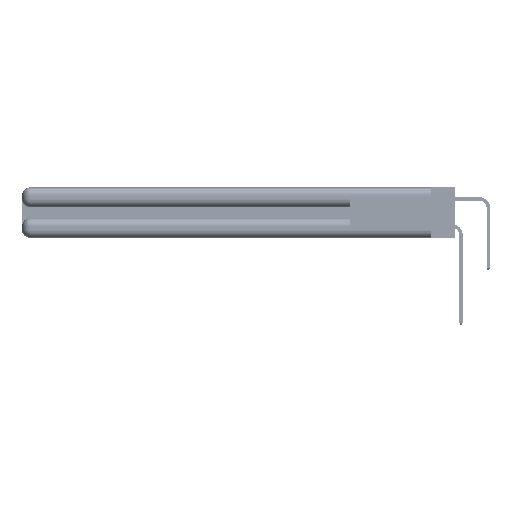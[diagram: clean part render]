
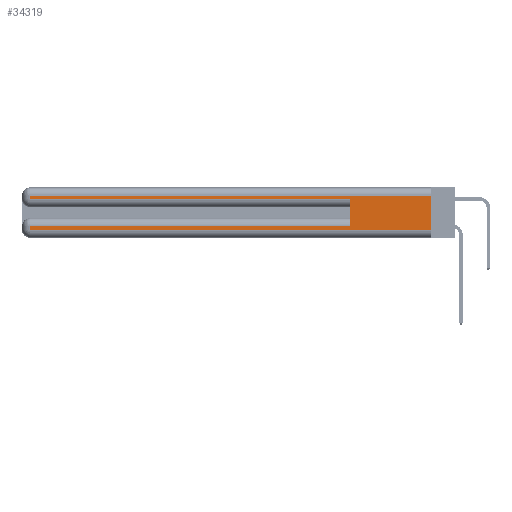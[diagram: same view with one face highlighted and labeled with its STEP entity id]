
A CAD part, left-side view. The second image highlights one B-rep face of the part: STEP entity #34319.
In plain terms, the highlighted planar face has unit normal (-1, 0, 0).
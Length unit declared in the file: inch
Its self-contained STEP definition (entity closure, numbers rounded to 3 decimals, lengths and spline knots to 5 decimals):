
#21 = EDGE_CURVE ( 'NONE', #42935, #12334, #1279, .T. ) ;
#961 = EDGE_CURVE ( 'NONE', #5857, #55288, #20598, .T. ) ;
#1279 = LINE ( 'NONE', #14632, #36103 ) ;
#1745 = CARTESIAN_POINT ( 'NONE',  ( 0., 0.6, 0.145 ) ) ;
#3849 = VERTEX_POINT ( 'NONE', #44550 ) ;
#5674 = DIRECTION ( 'NONE',  ( 0., -1., 0. ) ) ;
#5857 = VERTEX_POINT ( 'NONE', #34803 ) ;
#5985 = PLANE ( 'NONE',  #23818 ) ;
#6183 = DIRECTION ( 'NONE',  ( 1., 0., 0. ) ) ;
#6936 = CARTESIAN_POINT ( 'NONE',  ( 0., 0.6, 0.285 ) ) ;
#7478 = ORIENTED_EDGE ( 'NONE', *, *, #21, .T. ) ;
#9072 = CARTESIAN_POINT ( 'NONE',  ( 0., 0., 0.285 ) ) ;
#10267 = EDGE_CURVE ( 'NONE', #42935, #55288, #51413, .T. ) ;
#10779 = LINE ( 'NONE', #26092, #22760 ) ;
#10908 = CARTESIAN_POINT ( 'NONE',  ( 0., 0., 0.06 ) ) ;
#12124 = VERTEX_POINT ( 'NONE', #51933 ) ;
#12311 = LINE ( 'NONE', #48020, #45100 ) ;
#12334 = VERTEX_POINT ( 'NONE', #44770 ) ;
#12344 = ORIENTED_EDGE ( 'NONE', *, *, #34461, .T. ) ;
#13265 = VECTOR ( 'NONE', #5674, 39.37008 ) ;
#14277 = DIRECTION ( 'NONE',  ( 0., 1., 0. ) ) ;
#14632 = CARTESIAN_POINT ( 'NONE',  ( 0., 0., 0.085 ) ) ;
#16349 = VERTEX_POINT ( 'NONE', #46765 ) ;
#16714 = EDGE_CURVE ( 'NONE', #16349, #12124, #10779, .T. ) ;
#18369 = ORIENTED_EDGE ( 'NONE', *, *, #961, .T. ) ;
#18815 = EDGE_CURVE ( 'NONE', #12334, #3849, #12311, .T. ) ;
#19099 = CARTESIAN_POINT ( 'NONE',  ( 0., 2.94, 0.37 ) ) ;
#19525 = FACE_OUTER_BOUND ( 'NONE', #23051, .T. ) ;
#20277 = VERTEX_POINT ( 'NONE', #44992 ) ;
#20598 = LINE ( 'NONE', #9072, #13265 ) ;
#22644 = CARTESIAN_POINT ( 'NONE',  ( 0., 0., 0.37 ) ) ;
#22760 = VECTOR ( 'NONE', #34342, 39.37008 ) ;
#23051 = EDGE_LOOP ( 'NONE', ( #54779, #46500, #12344, #18369, #44364, #7478, #30161, #52039 ) ) ;
#23818 = AXIS2_PLACEMENT_3D ( 'NONE', #22644, #6183, #53398 ) ;
#25896 = VECTOR ( 'NONE', #36003, 39.37008 ) ;
#26092 = CARTESIAN_POINT ( 'NONE',  ( 0., 0., 0.37 ) ) ;
#28103 = VECTOR ( 'NONE', #41021, 39.37008 ) ;
#28174 = LINE ( 'NONE', #54143, #38893 ) ;
#30161 = ORIENTED_EDGE ( 'NONE', *, *, #18815, .T. ) ;
#34319 = ADVANCED_FACE ( 'NONE', ( #19525 ), #5985, .F. ) ;
#34342 = DIRECTION ( 'NONE',  ( 0., 0., -1. ) ) ;
#34461 = EDGE_CURVE ( 'NONE', #20277, #5857, #50357, .T. ) ;
#34803 = CARTESIAN_POINT ( 'NONE',  ( 0., 2.94, 0.285 ) ) ;
#34883 = DIRECTION ( 'NONE',  ( 0., 0., -1. ) ) ;
#36003 = DIRECTION ( 'NONE',  ( 0., 0., 1. ) ) ;
#36103 = VECTOR ( 'NONE', #14277, 39.37008 ) ;
#38893 = VECTOR ( 'NONE', #42122, 39.37008 ) ;
#41021 = DIRECTION ( 'NONE',  ( 0., -1., 0. ) ) ;
#42122 = DIRECTION ( 'NONE',  ( 0., 1., 0. ) ) ;
#42935 = VERTEX_POINT ( 'NONE', #44432 ) ;
#42962 = VECTOR ( 'NONE', #48709, 39.37008 ) ;
#43777 = EDGE_CURVE ( 'NONE', #3849, #12124, #46214, .T. ) ;
#44364 = ORIENTED_EDGE ( 'NONE', *, *, #10267, .F. ) ;
#44432 = CARTESIAN_POINT ( 'NONE',  ( 0., 0.6, 0.085 ) ) ;
#44550 = CARTESIAN_POINT ( 'NONE',  ( 0., 2.94, 0.06 ) ) ;
#44770 = CARTESIAN_POINT ( 'NONE',  ( 0., 2.94, 0.085 ) ) ;
#44992 = CARTESIAN_POINT ( 'NONE',  ( 0., 2.94, 0.31 ) ) ;
#45100 = VECTOR ( 'NONE', #34883, 39.37008 ) ;
#46214 = LINE ( 'NONE', #10908, #28103 ) ;
#46500 = ORIENTED_EDGE ( 'NONE', *, *, #49778, .T. ) ;
#46765 = CARTESIAN_POINT ( 'NONE',  ( 0., 0., 0.31 ) ) ;
#48020 = CARTESIAN_POINT ( 'NONE',  ( 0., 2.94, 0.37 ) ) ;
#48709 = DIRECTION ( 'NONE',  ( 0., 0., -1. ) ) ;
#49778 = EDGE_CURVE ( 'NONE', #16349, #20277, #28174, .T. ) ;
#50357 = LINE ( 'NONE', #19099, #42962 ) ;
#51413 = LINE ( 'NONE', #1745, #25896 ) ;
#51933 = CARTESIAN_POINT ( 'NONE',  ( 0., 0., 0.06 ) ) ;
#52039 = ORIENTED_EDGE ( 'NONE', *, *, #43777, .T. ) ;
#53398 = DIRECTION ( 'NONE',  ( 0., 0., -1. ) ) ;
#54143 = CARTESIAN_POINT ( 'NONE',  ( 0., 0., 0.31 ) ) ;
#54779 = ORIENTED_EDGE ( 'NONE', *, *, #16714, .F. ) ;
#55288 = VERTEX_POINT ( 'NONE', #6936 ) ;
